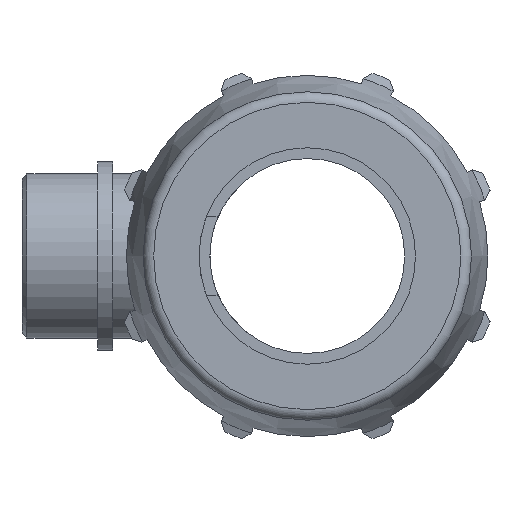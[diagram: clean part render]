
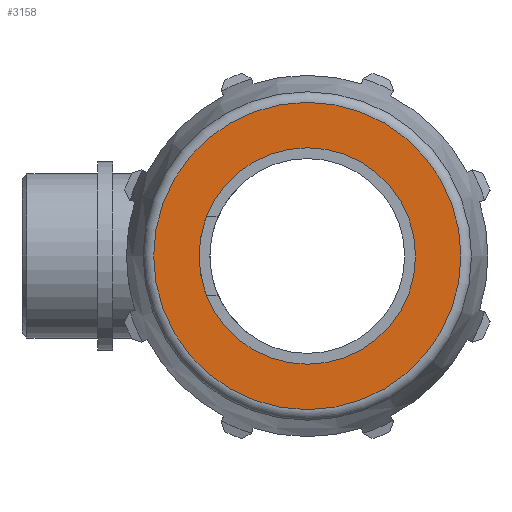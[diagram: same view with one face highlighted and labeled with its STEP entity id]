
A CAD part, left-side view. The second image highlights one B-rep face of the part: STEP entity #3158.
In plain terms, the highlighted planar face has unit normal (-1, 0, 0).
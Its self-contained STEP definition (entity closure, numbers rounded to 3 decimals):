
#57=PLANE('',#3396);
#226=CIRCLE('',#3395,44.699);
#227=CIRCLE('',#3397,31.5);
#810=FACE_BOUND('',#1105,.T.);
#918=FACE_OUTER_BOUND('',#1104,.T.);
#1104=EDGE_LOOP('',(#2390));
#1105=EDGE_LOOP('',(#2391));
#1384=VERTEX_POINT('',#5033);
#1385=VERTEX_POINT('',#5036);
#1753=EDGE_CURVE('',#1384,#1384,#226,.T.);
#1754=EDGE_CURVE('',#1385,#1385,#227,.T.);
#2390=ORIENTED_EDGE('',*,*,#1753,.T.);
#2391=ORIENTED_EDGE('',*,*,#1754,.T.);
#3158=ADVANCED_FACE('',(#918,#810),#57,.F.);
#3395=AXIS2_PLACEMENT_3D('',#5034,#3956,#3957);
#3396=AXIS2_PLACEMENT_3D('',#5035,#3958,#3959);
#3397=AXIS2_PLACEMENT_3D('',#5037,#3960,#3961);
#3956=DIRECTION('center_axis',(-1.,0.,0.));
#3957=DIRECTION('ref_axis',(0.,-1.,0.));
#3958=DIRECTION('center_axis',(1.,0.,0.));
#3959=DIRECTION('ref_axis',(0.,0.,-1.));
#3960=DIRECTION('center_axis',(1.,0.,0.));
#3961=DIRECTION('ref_axis',(0.,0.,-1.));
#5033=CARTESIAN_POINT('',(-134.,44.699,0.));
#5034=CARTESIAN_POINT('Origin',(-134.,0.,0.));
#5035=CARTESIAN_POINT('Origin',(-134.,31.5,0.));
#5036=CARTESIAN_POINT('',(-134.,31.5,0.));
#5037=CARTESIAN_POINT('Origin',(-134.,0.,0.));
